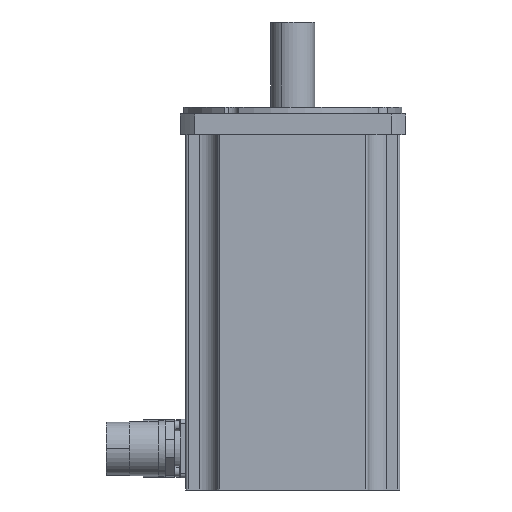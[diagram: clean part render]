
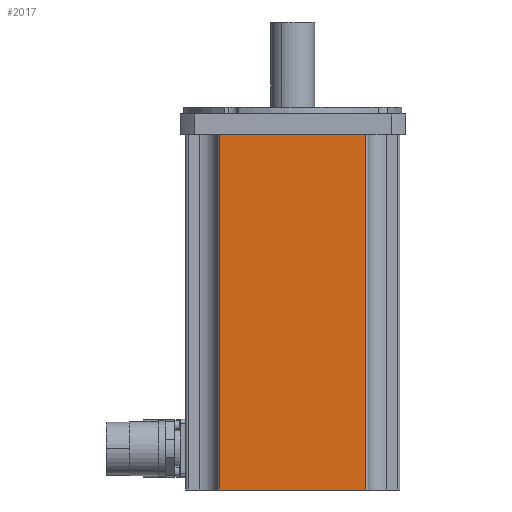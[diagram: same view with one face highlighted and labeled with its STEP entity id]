
A CAD part, left-side view. The second image highlights one B-rep face of the part: STEP entity #2017.
In plain terms, the highlighted planar face has unit normal (-1, 0, 0).
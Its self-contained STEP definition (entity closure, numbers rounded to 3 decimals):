
#1567 = VERTEX_POINT ( 'NONE', #6456 ) ;
#1625 = EDGE_CURVE ( 'NONE', #1626, #1567, #6414, .T. ) ;
#1626 = VERTEX_POINT ( 'NONE', #6410 ) ;
#1821 = ORIENTED_EDGE ( 'NONE', *, *, #1625, .T. ) ;
#2007 = ORIENTED_EDGE ( 'NONE', *, *, #2066, .T. ) ;
#2008 = ORIENTED_EDGE ( 'NONE', *, *, #2009, .T. ) ;
#2009 = EDGE_CURVE ( 'NONE', #2064, #2010, #7244, .T. ) ;
#2010 = VERTEX_POINT ( 'NONE', #7190 ) ;
#2011 = ORIENTED_EDGE ( 'NONE', *, *, #2012, .T. ) ;
#2012 = EDGE_CURVE ( 'NONE', #2010, #1626, #7189, .T. ) ;
#2017 = ADVANCED_FACE ( 'NONE', ( #7091 ), #7272, .T. ) ;
#2018 = EDGE_LOOP ( 'NONE', ( #2007, #2008, #2011, #1821 ) ) ;
#2064 = VERTEX_POINT ( 'NONE', #7191 ) ;
#2066 = EDGE_CURVE ( 'NONE', #1567, #2064, #7183, .T. ) ;
#6410 = CARTESIAN_POINT ( 'NONE',  ( -46.5, 31.659, -155.5 ) ) ;
#6411 = DIRECTION ( 'NONE',  ( 0., -1., 0. ) ) ;
#6412 = VECTOR ( 'NONE', #6411, 1000. ) ;
#6413 = CARTESIAN_POINT ( 'NONE',  ( -46.5, 32.659, -155.5 ) ) ;
#6414 = LINE ( 'NONE', #6413, #6412 ) ;
#6456 = CARTESIAN_POINT ( 'NONE',  ( -46.5, -31.659, -155.5 ) ) ;
#7091 = FACE_OUTER_BOUND ( 'NONE', #2018, .T. ) ;
#7094 = DIRECTION ( 'NONE',  ( 0., 0., -1. ) ) ;
#7180 = DIRECTION ( 'NONE',  ( 0., 0., 1. ) ) ;
#7181 = VECTOR ( 'NONE', #7180, 1000. ) ;
#7182 = CARTESIAN_POINT ( 'NONE',  ( -46.5, -31.659, -156.5 ) ) ;
#7183 = LINE ( 'NONE', #7182, #7181 ) ;
#7187 = VECTOR ( 'NONE', #7094, 1000. ) ;
#7188 = CARTESIAN_POINT ( 'NONE',  ( -46.5, 31.659, -156.5 ) ) ;
#7189 = LINE ( 'NONE', #7188, #7187 ) ;
#7190 = CARTESIAN_POINT ( 'NONE',  ( -46.5, 31.659, -1. ) ) ;
#7191 = CARTESIAN_POINT ( 'NONE',  ( -46.5, -31.659, -1. ) ) ;
#7241 = DIRECTION ( 'NONE',  ( 0., 1., 0. ) ) ;
#7242 = VECTOR ( 'NONE', #7241, 1000. ) ;
#7243 = CARTESIAN_POINT ( 'NONE',  ( -46.5, 32.659, -1. ) ) ;
#7244 = LINE ( 'NONE', #7243, #7242 ) ;
#7268 = DIRECTION ( 'NONE',  ( 0., -1., 0. ) ) ;
#7269 = DIRECTION ( 'NONE',  ( -1., 0., 0. ) ) ;
#7270 = CARTESIAN_POINT ( 'NONE',  ( -46.5, 32.659, -156.5 ) ) ;
#7271 = AXIS2_PLACEMENT_3D ( 'NONE', #7270, #7269, #7268 ) ;
#7272 = PLANE ( 'NONE',  #7271 ) ;
